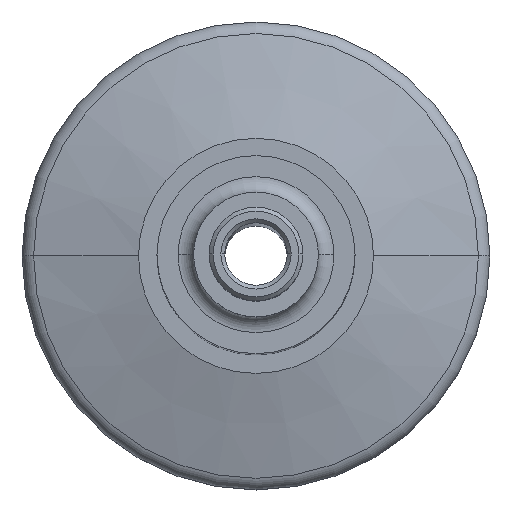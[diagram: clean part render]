
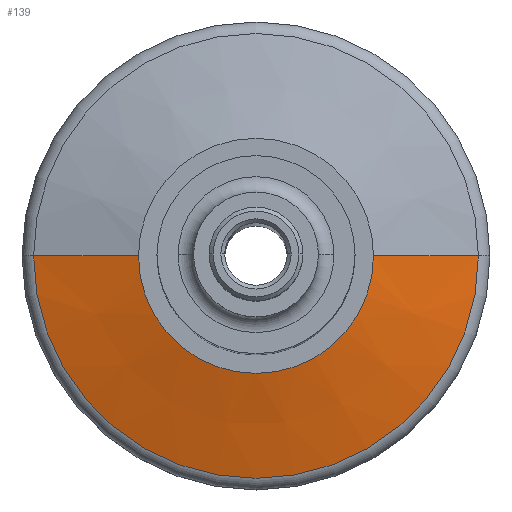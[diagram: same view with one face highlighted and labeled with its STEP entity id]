
A CAD part, top view. The second image highlights one B-rep face of the part: STEP entity #139.
In plain terms, the highlighted conical face has half-angle 75 degrees and reference radius 7.535 mm.
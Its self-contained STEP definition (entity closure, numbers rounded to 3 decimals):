
#109 = ORIENTED_EDGE ( 'NONE', *, *, #1237, .F. ) ;
#111 = ORIENTED_EDGE ( 'NONE', *, *, #1036, .T. ) ;
#112 = ORIENTED_EDGE ( 'NONE', *, *, #1232, .T. ) ;
#113 = ORIENTED_EDGE ( 'NONE', *, *, #1052, .F. ) ;
#139 = ADVANCED_FACE ( 'NONE', ( #1654 ), #1610, .T. ) ;
#153 = CIRCLE ( 'NONE', #507, 14.259 ) ;
#157 = CIRCLE ( 'NONE', #510, 7.535 ) ;
#185 = VERTEX_POINT ( 'NONE', #955 ) ;
#275 = CARTESIAN_POINT ( 'NONE',  ( 0., 0., 0. ) ) ;
#285 = DIRECTION ( 'NONE',  ( 0., 0., -1. ) ) ;
#313 = DIRECTION ( 'NONE',  ( -1., 0., 0. ) ) ;
#496 = VECTOR ( 'NONE', #1314, 1000. ) ;
#507 = AXIS2_PLACEMENT_3D ( 'NONE', #1509, #1705, #1433 ) ;
#510 = AXIS2_PLACEMENT_3D ( 'NONE', #730, #816, #1240 ) ;
#594 = VERTEX_POINT ( 'NONE', #1072 ) ;
#700 = VERTEX_POINT ( 'NONE', #1091 ) ;
#730 = CARTESIAN_POINT ( 'NONE',  ( 0., 0., 0. ) ) ;
#772 = EDGE_LOOP ( 'NONE', ( #113, #112, #111, #109 ) ) ;
#816 = DIRECTION ( 'NONE',  ( 0., 0., -1. ) ) ;
#864 = AXIS2_PLACEMENT_3D ( 'NONE', #275, #285, #313 ) ;
#884 = VERTEX_POINT ( 'NONE', #1136 ) ;
#955 = CARTESIAN_POINT ( 'NONE',  ( -14.259, 0., -1.802 ) ) ;
#1036 = EDGE_CURVE ( 'NONE', #884, #185, #1696, .T. ) ;
#1052 = EDGE_CURVE ( 'NONE', #700, #594, #1482, .T. ) ;
#1072 = CARTESIAN_POINT ( 'NONE',  ( 14.259, 0., -1.802 ) ) ;
#1091 = CARTESIAN_POINT ( 'NONE',  ( 7.535, 0., 0. ) ) ;
#1132 = VECTOR ( 'NONE', #1322, 1000. ) ;
#1136 = CARTESIAN_POINT ( 'NONE',  ( -7.535, 0., 0. ) ) ;
#1232 = EDGE_CURVE ( 'NONE', #700, #884, #157, .T. ) ;
#1237 = EDGE_CURVE ( 'NONE', #594, #185, #153, .T. ) ;
#1240 = DIRECTION ( 'NONE',  ( -1., 0., 0. ) ) ;
#1314 = DIRECTION ( 'NONE',  ( -0.966, 0., -0.259 ) ) ;
#1322 = DIRECTION ( 'NONE',  ( 0.966, 0., -0.259 ) ) ;
#1344 = CARTESIAN_POINT ( 'NONE',  ( 7.535, 0., 0. ) ) ;
#1368 = CARTESIAN_POINT ( 'NONE',  ( -7.535, 0., 0. ) ) ;
#1433 = DIRECTION ( 'NONE',  ( -1., 0., 0. ) ) ;
#1482 = LINE ( 'NONE', #1344, #1132 ) ;
#1509 = CARTESIAN_POINT ( 'NONE',  ( 0., 0., -1.802 ) ) ;
#1610 = CONICAL_SURFACE ( 'NONE', #864, 7.535, 1.309 ) ;
#1654 = FACE_OUTER_BOUND ( 'NONE', #772, .T. ) ;
#1696 = LINE ( 'NONE', #1368, #496 ) ;
#1705 = DIRECTION ( 'NONE',  ( 0., 0., -1. ) ) ;
